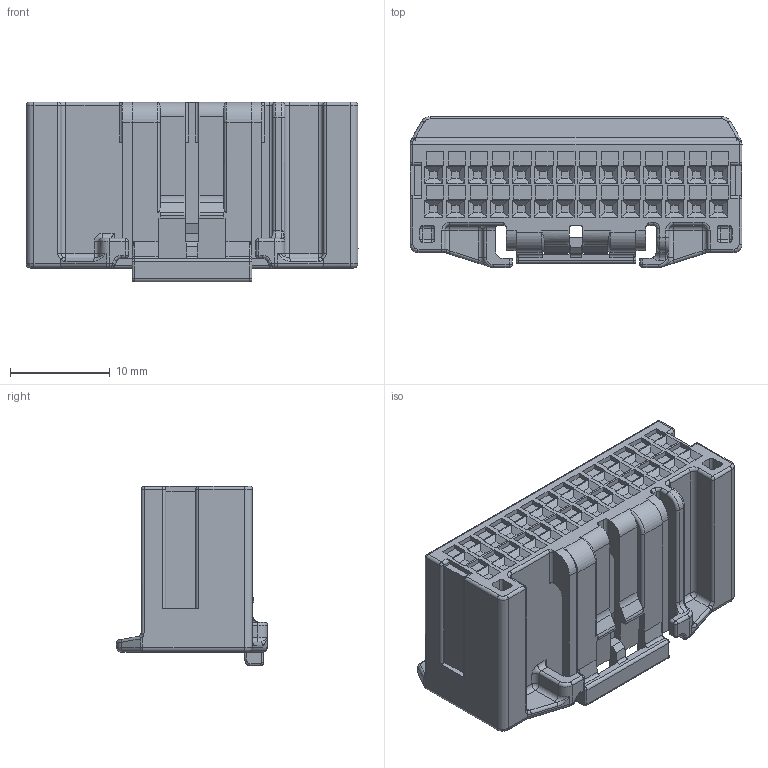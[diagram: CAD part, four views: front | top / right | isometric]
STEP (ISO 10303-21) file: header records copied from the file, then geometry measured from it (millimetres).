
FILE_DESCRIPTION((''),'2;1');
FILE_NAME('025_II_28F_HSG_REV01','2023-01-04T11:21:04',('jhryu'),(''),'CREO PARAMETRIC BY PTC INC, 2017380','CREO PARAMETRIC BY PTC INC, 2017380','');
FILE_SCHEMA(('CONFIG_CONTROL_DESIGN'));
Length unit declared in the file: millimetre
Products named in the file (1): 025_II_28F_HSG_REV01
Bounding box: 33.3 x 15.15 x 18 mm (x, y, z)
Volume: 5223.6 mm3; surface area: 3553.4 mm2
Topology: 2 solids, 2 shells, 1602 faces, 4253 edges, 2743 vertices
Faces by surface type: plane 1217, cylinder 288, sphere 32, torus 31, bspline 26, extrusion 6, cone 2
Entity records: 50445 total; most frequent: CARTESIAN_POINT 10821, ORIENTED_EDGE 8502, DIRECTION 7621, EDGE_CURVE 4251, VECTOR 3635, LINE 3629, VERTEX_POINT 2743, AXIS2_PLACEMENT_3D 1993
